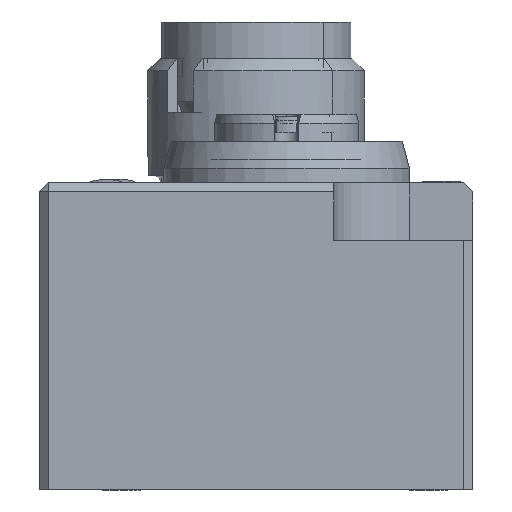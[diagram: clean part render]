
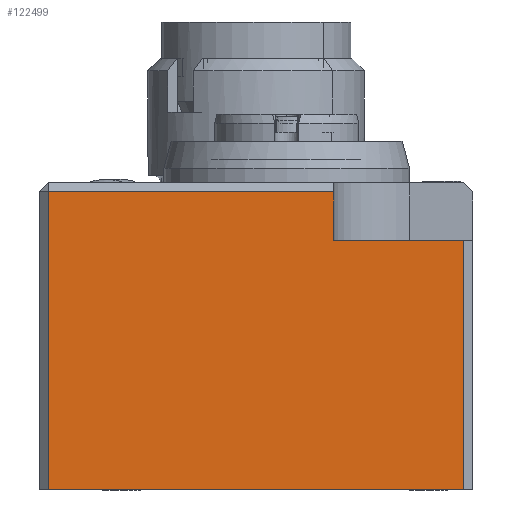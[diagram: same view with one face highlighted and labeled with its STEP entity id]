
A CAD part, front view. The second image highlights one B-rep face of the part: STEP entity #122499.
In plain terms, the highlighted planar face has unit normal (0, -1, 0).
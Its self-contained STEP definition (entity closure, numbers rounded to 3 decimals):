
#122470=AXIS2_PLACEMENT_3D('Plane Axis2P3D',#122467,#122468,#122469) ;
#119836=CARTESIAN_POINT('Vertex',(16.3,0.,16.5)) ;
#119839=CARTESIAN_POINT('Line Origine',(16.3,0.,15.15)) ;
#119843=CARTESIAN_POINT('Vertex',(16.3,0.,13.8)) ;
#122404=CARTESIAN_POINT('Line Origine',(19.9,0.,13.8)) ;
#122408=CARTESIAN_POINT('Vertex',(23.5,0.,13.8)) ;
#122441=CARTESIAN_POINT('Line Origine',(23.5,0.,6.9)) ;
#122445=CARTESIAN_POINT('Vertex',(23.5,0.,0.)) ;
#122467=CARTESIAN_POINT('Axis2P3D Location',(24.,0.,0.)) ;
#122472=CARTESIAN_POINT('Line Origine',(8.4,0.,16.5)) ;
#122476=CARTESIAN_POINT('Vertex',(0.5,0.,16.5)) ;
#122479=CARTESIAN_POINT('Line Origine',(0.5,0.,8.25)) ;
#122483=CARTESIAN_POINT('Vertex',(0.5,0.,0.)) ;
#122486=CARTESIAN_POINT('Line Origine',(12.,0.,0.)) ;
#119840=DIRECTION('Vector Direction',(0.,0.,1.)) ;
#122405=DIRECTION('Vector Direction',(-1.,0.,0.)) ;
#122442=DIRECTION('Vector Direction',(0.,0.,-1.)) ;
#122468=DIRECTION('Axis2P3D Direction',(0.,-1.,0.)) ;
#122469=DIRECTION('Axis2P3D XDirection',(0.,0.,-1.)) ;
#122473=DIRECTION('Vector Direction',(1.,0.,0.)) ;
#122480=DIRECTION('Vector Direction',(0.,0.,1.)) ;
#122487=DIRECTION('Vector Direction',(-1.,0.,0.)) ;
#119841=VECTOR('Line Direction',#119840,1.) ;
#122406=VECTOR('Line Direction',#122405,1.) ;
#122443=VECTOR('Line Direction',#122442,1.) ;
#122474=VECTOR('Line Direction',#122473,1.) ;
#122481=VECTOR('Line Direction',#122480,1.) ;
#122488=VECTOR('Line Direction',#122487,1.) ;
#122492=ORIENTED_EDGE('',*,*,#122410,.T.) ;
#122493=ORIENTED_EDGE('',*,*,#119845,.T.) ;
#122494=ORIENTED_EDGE('',*,*,#122478,.F.) ;
#122495=ORIENTED_EDGE('',*,*,#122485,.F.) ;
#122496=ORIENTED_EDGE('',*,*,#122490,.F.) ;
#122497=ORIENTED_EDGE('',*,*,#122447,.F.) ;
#122499=ADVANCED_FACE('Haupkoerper',(#122498),#122471,.T.) ;
#119845=EDGE_CURVE('',#119844,#119837,#119842,.T.) ;
#122410=EDGE_CURVE('',#122409,#119844,#122407,.T.) ;
#122447=EDGE_CURVE('',#122409,#122446,#122444,.T.) ;
#122478=EDGE_CURVE('',#122477,#119837,#122475,.T.) ;
#122485=EDGE_CURVE('',#122484,#122477,#122482,.T.) ;
#122490=EDGE_CURVE('',#122446,#122484,#122489,.T.) ;
#122491=EDGE_LOOP('',(#122492,#122493,#122494,#122495,#122496,#122497)) ;
#122498=FACE_OUTER_BOUND('',#122491,.T.) ;
#119842=LINE('Line',#119839,#119841) ;
#122407=LINE('Line',#122404,#122406) ;
#122444=LINE('Line',#122441,#122443) ;
#122475=LINE('Line',#122472,#122474) ;
#122482=LINE('Line',#122479,#122481) ;
#122489=LINE('Line',#122486,#122488) ;
#122471=PLANE('',#122470) ;
#119837=VERTEX_POINT('',#119836) ;
#119844=VERTEX_POINT('',#119843) ;
#122409=VERTEX_POINT('',#122408) ;
#122446=VERTEX_POINT('',#122445) ;
#122477=VERTEX_POINT('',#122476) ;
#122484=VERTEX_POINT('',#122483) ;
